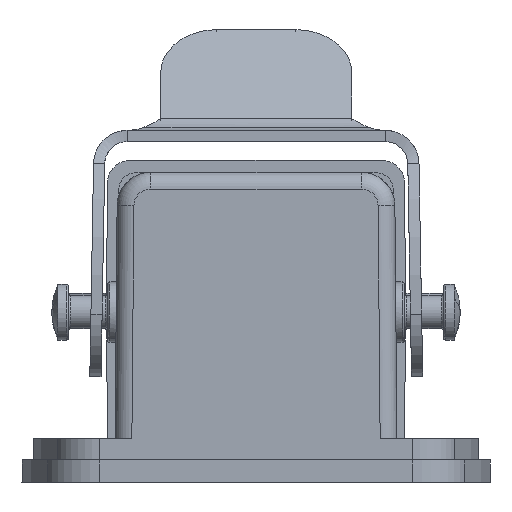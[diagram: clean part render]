
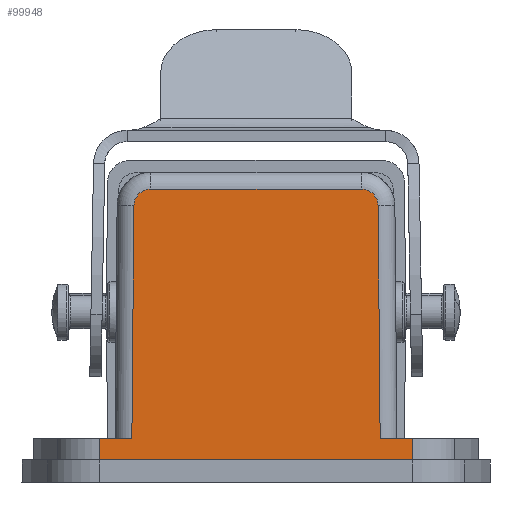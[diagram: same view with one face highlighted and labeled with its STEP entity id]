
A CAD part, left-side view. The second image highlights one B-rep face of the part: STEP entity #99948.
In plain terms, the highlighted planar face has unit normal (-1, 0, 0).
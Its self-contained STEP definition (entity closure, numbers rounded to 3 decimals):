
#99757=AXIS2_PLACEMENT_3D('Circle Axis2P3D',#99755,#99756,$) ;
#99858=AXIS2_PLACEMENT_3D('Circle Axis2P3D',#99856,#99857,$) ;
#99871=AXIS2_PLACEMENT_3D('Plane Axis2P3D',#99868,#99869,#99870) ;
#99205=CARTESIAN_POINT('Vertex',(1.,30.408,26.2)) ;
#99208=CARTESIAN_POINT('Line Origine',(1.,21.,26.2)) ;
#99212=CARTESIAN_POINT('Vertex',(1.,11.592,26.2)) ;
#99755=CARTESIAN_POINT('Axis2P3D Location',(1.,11.592,24.7)) ;
#99759=CARTESIAN_POINT('Vertex',(1.,10.092,24.713)) ;
#99853=CARTESIAN_POINT('Vertex',(1.,31.908,24.713)) ;
#99856=CARTESIAN_POINT('Axis2P3D Location',(1.,30.408,24.7)) ;
#99868=CARTESIAN_POINT('Axis2P3D Location',(1.,21.,15.2)) ;
#99873=CARTESIAN_POINT('Line Origine',(1.,21.,2.)) ;
#99877=CARTESIAN_POINT('Vertex',(1.,7.,2.)) ;
#99879=CARTESIAN_POINT('Vertex',(1.,35.,2.)) ;
#99882=CARTESIAN_POINT('Line Origine',(1.,7.,2.95)) ;
#99886=CARTESIAN_POINT('Vertex',(1.,7.,3.9)) ;
#99889=CARTESIAN_POINT('Line Origine',(1.,7.705,3.9)) ;
#99893=CARTESIAN_POINT('Vertex',(1.,8.41,3.9)) ;
#99896=CARTESIAN_POINT('Line Origine',(1.,9.161,3.9)) ;
#99900=CARTESIAN_POINT('Vertex',(1.,9.911,3.9)) ;
#99903=CARTESIAN_POINT('Line Origine',(1.,10.001,14.307)) ;
#99908=CARTESIAN_POINT('Line Origine',(1.,31.999,14.307)) ;
#99912=CARTESIAN_POINT('Vertex',(1.,32.089,3.9)) ;
#99915=CARTESIAN_POINT('Line Origine',(1.,32.839,3.9)) ;
#99919=CARTESIAN_POINT('Vertex',(1.,33.59,3.9)) ;
#99922=CARTESIAN_POINT('Line Origine',(1.,34.295,3.9)) ;
#99926=CARTESIAN_POINT('Vertex',(1.,35.,3.9)) ;
#99929=CARTESIAN_POINT('Line Origine',(1.,35.,2.95)) ;
#99209=DIRECTION('Vector Direction',(0.,1.,0.)) ;
#99756=DIRECTION('Axis2P3D Direction',(1.,0.,0.)) ;
#99857=DIRECTION('Axis2P3D Direction',(1.,0.,0.)) ;
#99869=DIRECTION('Axis2P3D Direction',(1.,0.,0.)) ;
#99870=DIRECTION('Axis2P3D XDirection',(0.,1.,0.)) ;
#99874=DIRECTION('Vector Direction',(0.,-1.,0.)) ;
#99883=DIRECTION('Vector Direction',(0.,0.,-1.)) ;
#99890=DIRECTION('Vector Direction',(0.,-1.,0.)) ;
#99897=DIRECTION('Vector Direction',(0.,1.,0.)) ;
#99904=DIRECTION('Vector Direction',(0.,-0.009,-1.)) ;
#99909=DIRECTION('Vector Direction',(0.,-0.009,1.)) ;
#99916=DIRECTION('Vector Direction',(0.,1.,0.)) ;
#99923=DIRECTION('Vector Direction',(0.,-1.,0.)) ;
#99930=DIRECTION('Vector Direction',(0.,0.,-1.)) ;
#99210=VECTOR('Line Direction',#99209,1.) ;
#99875=VECTOR('Line Direction',#99874,1.) ;
#99884=VECTOR('Line Direction',#99883,1.) ;
#99891=VECTOR('Line Direction',#99890,1.) ;
#99898=VECTOR('Line Direction',#99897,1.) ;
#99905=VECTOR('Line Direction',#99904,1.) ;
#99910=VECTOR('Line Direction',#99909,1.) ;
#99917=VECTOR('Line Direction',#99916,1.) ;
#99924=VECTOR('Line Direction',#99923,1.) ;
#99931=VECTOR('Line Direction',#99930,1.) ;
#99935=ORIENTED_EDGE('',*,*,#99881,.F.) ;
#99936=ORIENTED_EDGE('',*,*,#99888,.F.) ;
#99937=ORIENTED_EDGE('',*,*,#99895,.T.) ;
#99938=ORIENTED_EDGE('',*,*,#99902,.F.) ;
#99939=ORIENTED_EDGE('',*,*,#99907,.F.) ;
#99940=ORIENTED_EDGE('',*,*,#99761,.F.) ;
#99941=ORIENTED_EDGE('',*,*,#99214,.F.) ;
#99942=ORIENTED_EDGE('',*,*,#99860,.F.) ;
#99943=ORIENTED_EDGE('',*,*,#99914,.F.) ;
#99944=ORIENTED_EDGE('',*,*,#99921,.F.) ;
#99945=ORIENTED_EDGE('',*,*,#99928,.T.) ;
#99946=ORIENTED_EDGE('',*,*,#99933,.T.) ;
#99948=ADVANCED_FACE('Hauptk\X2\00F6\X0\rper',(#99947),#99872,.F.) ;
#99758=CIRCLE('generated circle',#99757,1.5) ;
#99859=CIRCLE('generated circle',#99858,1.5) ;
#99214=EDGE_CURVE('',#99206,#99213,#99211,.F.) ;
#99761=EDGE_CURVE('',#99213,#99760,#99758,.T.) ;
#99860=EDGE_CURVE('',#99854,#99206,#99859,.T.) ;
#99881=EDGE_CURVE('',#99878,#99880,#99876,.F.) ;
#99888=EDGE_CURVE('',#99887,#99878,#99885,.T.) ;
#99895=EDGE_CURVE('',#99887,#99894,#99892,.F.) ;
#99902=EDGE_CURVE('',#99901,#99894,#99899,.F.) ;
#99907=EDGE_CURVE('',#99760,#99901,#99906,.T.) ;
#99914=EDGE_CURVE('',#99913,#99854,#99911,.T.) ;
#99921=EDGE_CURVE('',#99920,#99913,#99918,.F.) ;
#99928=EDGE_CURVE('',#99920,#99927,#99925,.F.) ;
#99933=EDGE_CURVE('',#99927,#99880,#99932,.T.) ;
#99934=EDGE_LOOP('',(#99935,#99936,#99937,#99938,#99939,#99940,#99941,#99942,#99943,#99944,#99945,#99946)) ;
#99947=FACE_OUTER_BOUND('',#99934,.T.) ;
#99211=LINE('Line',#99208,#99210) ;
#99876=LINE('Line',#99873,#99875) ;
#99885=LINE('Line',#99882,#99884) ;
#99892=LINE('Line',#99889,#99891) ;
#99899=LINE('Line',#99896,#99898) ;
#99906=LINE('Line',#99903,#99905) ;
#99911=LINE('Line',#99908,#99910) ;
#99918=LINE('Line',#99915,#99917) ;
#99925=LINE('Line',#99922,#99924) ;
#99932=LINE('Line',#99929,#99931) ;
#99872=PLANE('',#99871) ;
#99206=VERTEX_POINT('',#99205) ;
#99213=VERTEX_POINT('',#99212) ;
#99760=VERTEX_POINT('',#99759) ;
#99854=VERTEX_POINT('',#99853) ;
#99878=VERTEX_POINT('',#99877) ;
#99880=VERTEX_POINT('',#99879) ;
#99887=VERTEX_POINT('',#99886) ;
#99894=VERTEX_POINT('',#99893) ;
#99901=VERTEX_POINT('',#99900) ;
#99913=VERTEX_POINT('',#99912) ;
#99920=VERTEX_POINT('',#99919) ;
#99927=VERTEX_POINT('',#99926) ;
